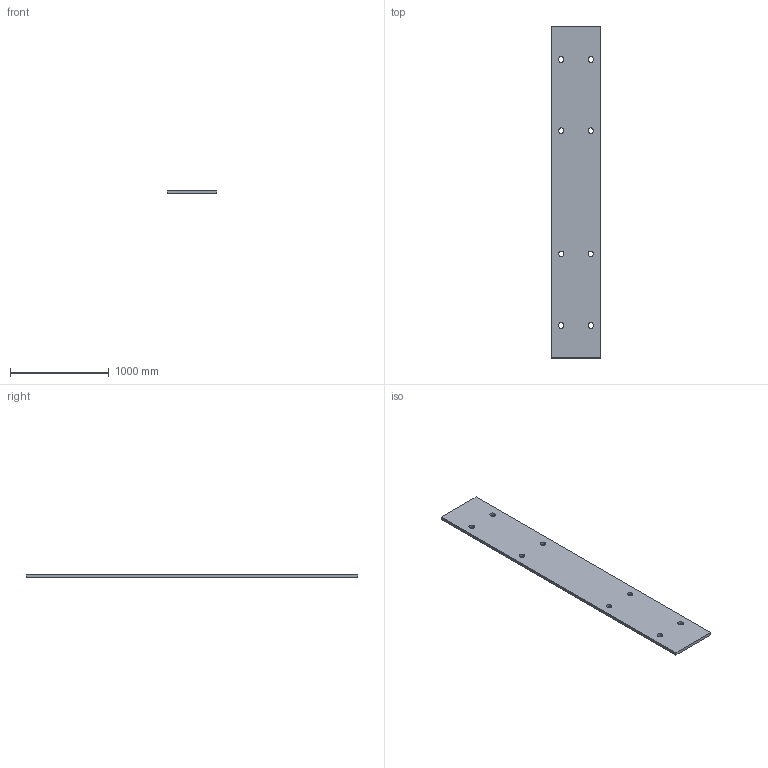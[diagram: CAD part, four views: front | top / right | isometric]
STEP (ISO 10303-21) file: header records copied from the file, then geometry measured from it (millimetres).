
FILE_DESCRIPTION(('CoCreate Modeling STEP Export'),'2;1');
FILE_NAME('s29.stp','2011-05-24T10:59:56',(''),(''),'CoCreate Modeling STEP processor for AP214 (Solid Model)','CoCreate Modeling 18.0P1120 20-Nov-2010 (C) Parametric Technology GmbH','');
FILE_SCHEMA(('AUTOMOTIVE_DESIGN { 1 0 10303 214 1 1 1 1 }'));
Length unit declared in the file: millimetre
Products named in the file (2): 503_BASE_PLATE_FP.PRT
Assembly tree (1 placements, depth 2):
  503_BASE_PLATE_FP.PRT
    503_BASE_PLATE_FP.PRT
Bounding box: 500 x 3370 x 30 mm (x, y, z)
Volume: 49946708 mm3; surface area: 3604787.6 mm2
Topology: 1 solids, 1 shells, 38 faces, 108 edges, 72 vertices
Faces by surface type: plane 22, cylinder 16
Entity records: 1625 total; most frequent: CARTESIAN_POINT 220, DIRECTION 220, ORIENTED_EDGE 216, EDGE_CURVE 108, VECTOR 76, LINE 76, AXIS2_PLACEMENT_3D 72, VERTEX_POINT 72
